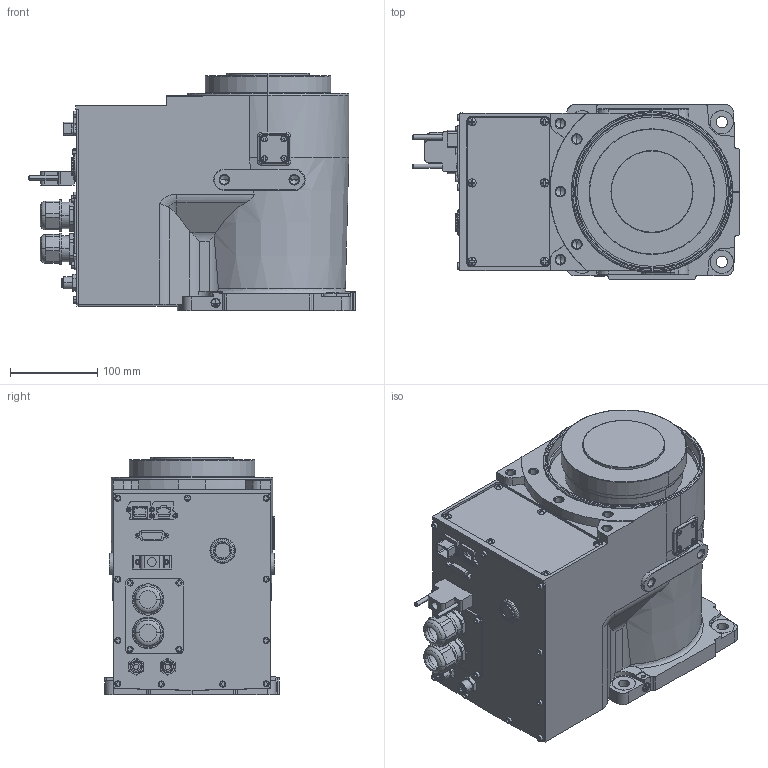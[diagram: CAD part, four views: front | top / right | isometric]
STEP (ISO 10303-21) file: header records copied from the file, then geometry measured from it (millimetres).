
FILE_DESCRIPTION((''),'2;1');
FILE_NAME('_C8-A1401S_BASE','2019-08-25T13:44:04',('arco0'),(''),'CREO PARAMETRIC BY PTC INC, 2018420','CREO PARAMETRIC BY PTC INC, 2018420','');
FILE_SCHEMA(('AUTOMOTIVE_DESIGN { 1 0 10303 214 1 1 1 1 }'));
Length unit declared in the file: millimetre
Products named in the file (1): _C8-A1401S_BASE
Bounding box: 374 x 200 x 272 mm (x, y, z)
Volume: 12563554.5 mm3; surface area: 442565.3 mm2
Topology: 1 solids, 1 shells, 1492 faces, 3679 edges, 2309 vertices
Faces by surface type: plane 826, cylinder 340, cone 213, torus 101, sphere 12
Entity records: 54674 total; most frequent: CARTESIAN_POINT 8224, DIRECTION 7696, ORIENTED_EDGE 7314, EDGE_CURVE 3657, AXIS2_PLACEMENT_3D 2704, VERTEX_POINT 2309, VECTOR 2288, LINE 2288
